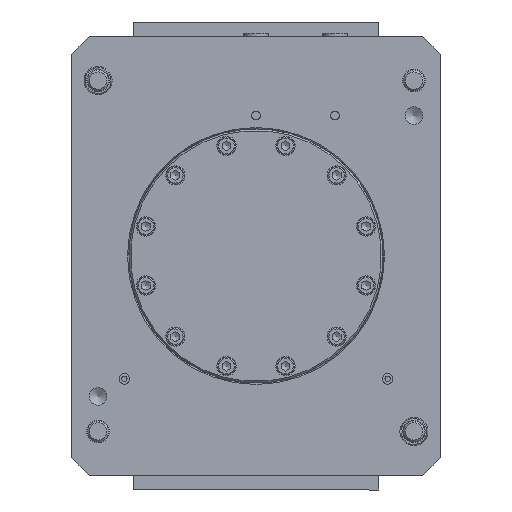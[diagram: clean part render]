
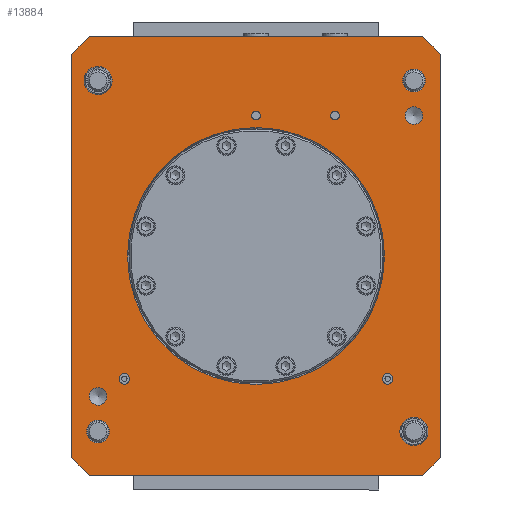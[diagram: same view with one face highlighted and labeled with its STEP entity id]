
A CAD part, front view. The second image highlights one B-rep face of the part: STEP entity #13884.
In plain terms, the highlighted planar face has unit normal (0, -1, 0).
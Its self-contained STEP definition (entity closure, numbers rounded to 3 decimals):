
#688=FACE_BOUND('',#2711,.T.);
#689=FACE_BOUND('',#2712,.T.);
#690=FACE_BOUND('',#2713,.T.);
#691=FACE_BOUND('',#2714,.T.);
#692=FACE_BOUND('',#2715,.T.);
#693=FACE_BOUND('',#2716,.T.);
#694=FACE_BOUND('',#2717,.T.);
#695=FACE_BOUND('',#2718,.T.);
#696=FACE_BOUND('',#2719,.T.);
#697=FACE_BOUND('',#2720,.T.);
#698=FACE_BOUND('',#2721,.T.);
#775=CIRCLE('',#14294,8.);
#782=CIRCLE('',#14309,8.);
#784=CIRCLE('',#14311,8.);
#785=CIRCLE('',#14313,8.);
#794=CIRCLE('',#14330,8.);
#1034=CIRCLE('',#14868,3.);
#1037=CIRCLE('',#14874,3.);
#1179=CIRCLE('',#15234,5.);
#1181=CIRCLE('',#15238,5.);
#1182=CIRCLE('',#15240,2.459);
#1183=CIRCLE('',#15242,2.459);
#1186=CIRCLE('',#15248,73.228);
#1187=CIRCLE('',#15250,6.5);
#1188=CIRCLE('',#15251,6.5);
#1849=FACE_OUTER_BOUND('',#2710,.T.);
#2710=EDGE_LOOP('',(#11051,#11052,#11053,#11054,#11055,#11056,#11057,#11058));
#2711=EDGE_LOOP('',(#11059));
#2712=EDGE_LOOP('',(#11060));
#2713=EDGE_LOOP('',(#11061));
#2714=EDGE_LOOP('',(#11062));
#2715=EDGE_LOOP('',(#11063));
#2716=EDGE_LOOP('',(#11064));
#2717=EDGE_LOOP('',(#11065,#11066));
#2718=EDGE_LOOP('',(#11067,#11068,#11069));
#2719=EDGE_LOOP('',(#11070));
#2720=EDGE_LOOP('',(#11071));
#2721=EDGE_LOOP('',(#11072));
#2979=LINE('',#19349,#4086);
#3533=LINE('',#21989,#4640);
#3735=LINE('',#22530,#4842);
#3759=LINE('',#22613,#4866);
#3760=LINE('',#22615,#4867);
#3761=LINE('',#22616,#4868);
#3762=LINE('',#22617,#4869);
#3763=LINE('',#22618,#4870);
#4086=VECTOR('',#15574,10.);
#4640=VECTOR('',#17754,10.);
#4842=VECTOR('',#18296,10.);
#4866=VECTOR('',#18388,10.);
#4867=VECTOR('',#18389,10.);
#4868=VECTOR('',#18390,10.);
#4869=VECTOR('',#18391,10.);
#4870=VECTOR('',#18392,10.);
#5193=VERTEX_POINT('',#19346);
#5194=VERTEX_POINT('',#19348);
#5265=VERTEX_POINT('',#19526);
#5266=VERTEX_POINT('',#19527);
#5279=VERTEX_POINT('',#19569);
#5281=VERTEX_POINT('',#19576);
#5282=VERTEX_POINT('',#19577);
#5754=VERTEX_POINT('',#21431);
#5757=VERTEX_POINT('',#21442);
#5926=VERTEX_POINT('',#21986);
#5927=VERTEX_POINT('',#21988);
#6094=VERTEX_POINT('',#22526);
#6096=VERTEX_POINT('',#22529);
#6112=VERTEX_POINT('',#22579);
#6115=VERTEX_POINT('',#22588);
#6116=VERTEX_POINT('',#22592);
#6117=VERTEX_POINT('',#22596);
#6120=VERTEX_POINT('',#22608);
#6121=VERTEX_POINT('',#22612);
#6122=VERTEX_POINT('',#22614);
#6123=VERTEX_POINT('',#22619);
#6124=VERTEX_POINT('',#22621);
#6438=EDGE_CURVE('',#5193,#5194,#2979,.T.);
#6517=EDGE_CURVE('',#5265,#5266,#775,.T.);
#6538=EDGE_CURVE('',#5279,#5265,#782,.T.);
#6541=EDGE_CURVE('',#5266,#5279,#784,.T.);
#6542=EDGE_CURVE('',#5281,#5282,#785,.T.);
#6566=EDGE_CURVE('',#5282,#5281,#794,.T.);
#7258=EDGE_CURVE('',#5754,#5754,#1034,.T.);
#7263=EDGE_CURVE('',#5757,#5757,#1037,.T.);
#7536=EDGE_CURVE('',#5926,#5927,#3533,.T.);
#7806=EDGE_CURVE('',#6096,#6094,#3735,.T.);
#7831=EDGE_CURVE('',#6112,#6112,#1179,.T.);
#7835=EDGE_CURVE('',#6115,#6115,#1181,.T.);
#7837=EDGE_CURVE('',#6116,#6116,#1182,.T.);
#7839=EDGE_CURVE('',#6117,#6117,#1183,.T.);
#7845=EDGE_CURVE('',#6120,#6120,#1186,.T.);
#7847=EDGE_CURVE('',#6121,#6094,#3759,.T.);
#7848=EDGE_CURVE('',#6121,#6122,#3760,.T.);
#7849=EDGE_CURVE('',#5927,#6122,#3761,.T.);
#7850=EDGE_CURVE('',#5194,#5926,#3762,.T.);
#7851=EDGE_CURVE('',#6096,#5193,#3763,.T.);
#7852=EDGE_CURVE('',#6123,#6123,#1187,.T.);
#7853=EDGE_CURVE('',#6124,#6124,#1188,.T.);
#11051=ORIENTED_EDGE('',*,*,#7847,.F.);
#11052=ORIENTED_EDGE('',*,*,#7848,.T.);
#11053=ORIENTED_EDGE('',*,*,#7849,.F.);
#11054=ORIENTED_EDGE('',*,*,#7536,.F.);
#11055=ORIENTED_EDGE('',*,*,#7850,.F.);
#11056=ORIENTED_EDGE('',*,*,#6438,.F.);
#11057=ORIENTED_EDGE('',*,*,#7851,.F.);
#11058=ORIENTED_EDGE('',*,*,#7806,.T.);
#11059=ORIENTED_EDGE('',*,*,#7258,.T.);
#11060=ORIENTED_EDGE('',*,*,#7263,.T.);
#11061=ORIENTED_EDGE('',*,*,#7831,.T.);
#11062=ORIENTED_EDGE('',*,*,#7835,.T.);
#11063=ORIENTED_EDGE('',*,*,#7837,.T.);
#11064=ORIENTED_EDGE('',*,*,#7839,.T.);
#11065=ORIENTED_EDGE('',*,*,#6542,.T.);
#11066=ORIENTED_EDGE('',*,*,#6566,.T.);
#11067=ORIENTED_EDGE('',*,*,#6517,.T.);
#11068=ORIENTED_EDGE('',*,*,#6541,.T.);
#11069=ORIENTED_EDGE('',*,*,#6538,.T.);
#11070=ORIENTED_EDGE('',*,*,#7852,.T.);
#11071=ORIENTED_EDGE('',*,*,#7853,.T.);
#11072=ORIENTED_EDGE('',*,*,#7845,.F.);
#12425=PLANE('',#15249);
#13884=ADVANCED_FACE('',(#1849,#688,#689,#690,#691,#692,#693,#694,#695,
#696,#697,#698),#12425,.T.);
#14294=AXIS2_PLACEMENT_3D('',#19528,#15742,#15743);
#14309=AXIS2_PLACEMENT_3D('',#19570,#15786,#15787);
#14311=AXIS2_PLACEMENT_3D('',#19574,#15791,#15792);
#14313=AXIS2_PLACEMENT_3D('',#19578,#15795,#15796);
#14330=AXIS2_PLACEMENT_3D('',#19624,#15844,#15845);
#14868=AXIS2_PLACEMENT_3D('',#21432,#17192,#17193);
#14874=AXIS2_PLACEMENT_3D('',#21443,#17206,#17207);
#15234=AXIS2_PLACEMENT_3D('',#22580,#18348,#18349);
#15238=AXIS2_PLACEMENT_3D('',#22589,#18358,#18359);
#15240=AXIS2_PLACEMENT_3D('',#22593,#18363,#18364);
#15242=AXIS2_PLACEMENT_3D('',#22597,#18368,#18369);
#15248=AXIS2_PLACEMENT_3D('',#22609,#18383,#18384);
#15249=AXIS2_PLACEMENT_3D('',#22611,#18386,#18387);
#15250=AXIS2_PLACEMENT_3D('',#22620,#18393,#18394);
#15251=AXIS2_PLACEMENT_3D('',#22622,#18395,#18396);
#15574=DIRECTION('',(1.,0.,0.));
#15742=DIRECTION('center_axis',(0.,1.,0.));
#15743=DIRECTION('ref_axis',(-1.,0.,0.));
#15786=DIRECTION('center_axis',(0.,1.,0.));
#15787=DIRECTION('ref_axis',(-1.,0.,0.));
#15791=DIRECTION('center_axis',(0.,1.,0.));
#15792=DIRECTION('ref_axis',(-1.,0.,0.));
#15795=DIRECTION('center_axis',(0.,1.,0.));
#15796=DIRECTION('ref_axis',(-1.,0.,0.));
#15844=DIRECTION('center_axis',(0.,1.,0.));
#15845=DIRECTION('ref_axis',(-1.,0.,0.));
#17192=DIRECTION('center_axis',(0.,1.,0.));
#17193=DIRECTION('ref_axis',(-1.,0.,0.));
#17206=DIRECTION('center_axis',(0.,1.,0.));
#17207=DIRECTION('ref_axis',(-1.,0.,0.));
#17754=DIRECTION('',(0.,0.,-1.));
#18296=DIRECTION('',(0.,0.,-1.));
#18348=DIRECTION('center_axis',(0.,1.,0.));
#18349=DIRECTION('ref_axis',(-1.,0.,0.));
#18358=DIRECTION('center_axis',(0.,1.,0.));
#18359=DIRECTION('ref_axis',(-1.,0.,0.));
#18363=DIRECTION('center_axis',(0.,1.,0.));
#18364=DIRECTION('ref_axis',(-1.,0.,0.));
#18368=DIRECTION('center_axis',(0.,1.,0.));
#18369=DIRECTION('ref_axis',(-1.,0.,0.));
#18383=DIRECTION('center_axis',(0.,-1.,0.));
#18384=DIRECTION('ref_axis',(1.,0.,0.));
#18386=DIRECTION('center_axis',(0.,-1.,0.));
#18387=DIRECTION('ref_axis',(0.,0.,
1.));
#18388=DIRECTION('',(-0.707,0.,0.707));
#18389=DIRECTION('',(1.,0.,0.));
#18390=DIRECTION('',(-0.707,0.,-0.707));
#18391=DIRECTION('',(0.707,0.,-0.707));
#18392=DIRECTION('',(0.707,0.,0.707));
#18393=DIRECTION('center_axis',(0.,1.,0.));
#18394=DIRECTION('ref_axis',(-1.,0.,0.));
#18395=DIRECTION('center_axis',(0.,1.,0.));
#18396=DIRECTION('ref_axis',(-1.,0.,0.));
#19346=CARTESIAN_POINT('',(-95.661,0.491,215.79));
#19348=CARTESIAN_POINT('',(94.339,0.491,215.79));
#19349=CARTESIAN_POINT('',(-105.661,0.491,215.79));
#19526=CARTESIAN_POINT('',(-82.724,0.491,189.788));
#19527=CARTESIAN_POINT('',(-82.724,0.491,191.793));
#19528=CARTESIAN_POINT('Origin',(-90.661,0.491,190.79));
#19569=CARTESIAN_POINT('',(-82.661,0.491,190.79));
#19570=CARTESIAN_POINT('Origin',(-90.661,0.491,190.79));
#19574=CARTESIAN_POINT('Origin',(-90.661,0.491,190.79));
#19576=CARTESIAN_POINT('',(88.882,0.491,-17.197));
#19577=CARTESIAN_POINT('',(90.883,0.491,-17.059));
#19578=CARTESIAN_POINT('Origin',(89.339,0.491,-9.21));
#19624=CARTESIAN_POINT('Origin',(89.339,0.491,-9.21));
#21431=CARTESIAN_POINT('',(77.339,0.491,160.79));
#21432=CARTESIAN_POINT('Origin',(74.339,0.491,160.79));
#21442=CARTESIAN_POINT('',(-72.661,0.491,160.79));
#21443=CARTESIAN_POINT('Origin',(-75.661,0.491,160.79));
#21986=CARTESIAN_POINT('',(104.339,0.491,205.79));
#21988=CARTESIAN_POINT('',(104.339,0.491,-24.21));
#21989=CARTESIAN_POINT('',(104.339,0.491,215.79));
#22526=CARTESIAN_POINT('',(-105.661,0.491,-24.21));
#22529=CARTESIAN_POINT('',(-105.661,0.491,205.79));
#22530=CARTESIAN_POINT('',(-105.661,0.491,215.79));
#22579=CARTESIAN_POINT('',(-85.661,0.491,10.79));
#22580=CARTESIAN_POINT('Origin',(-90.661,0.491,10.79));
#22588=CARTESIAN_POINT('',(94.339,0.491,170.79));
#22589=CARTESIAN_POINT('Origin',(89.339,0.491,170.79));
#22592=CARTESIAN_POINT('',(-43.203,0.491,10.79));
#22593=CARTESIAN_POINT('Origin',(-45.661,0.491,10.79));
#22596=CARTESIAN_POINT('',(1.797,0.491,10.79));
#22597=CARTESIAN_POINT('Origin',(-0.661,0.491,10.79));
#22608=CARTESIAN_POINT('',(-73.889,0.491,90.79));
#22609=CARTESIAN_POINT('Origin',(-0.661,0.491,90.79));
#22611=CARTESIAN_POINT('Origin',(-105.661,0.491,215.79));
#22612=CARTESIAN_POINT('',(-95.661,0.491,-34.21));
#22613=CARTESIAN_POINT('',(-163.161,0.491,33.29));
#22614=CARTESIAN_POINT('',(94.339,0.491,-34.21));
#22615=CARTESIAN_POINT('',(-105.661,0.491,-34.21));
#22616=CARTESIAN_POINT('',(109.339,0.491,-19.21));
#22617=CARTESIAN_POINT('',(46.839,0.491,263.29));
#22618=CARTESIAN_POINT('',(-100.661,0.491,210.79));
#22619=CARTESIAN_POINT('',(95.839,0.491,190.79));
#22620=CARTESIAN_POINT('Origin',(89.339,0.491,190.79));
#22621=CARTESIAN_POINT('',(-84.161,0.491,-9.21));
#22622=CARTESIAN_POINT('Origin',(-90.661,0.491,-9.21));
